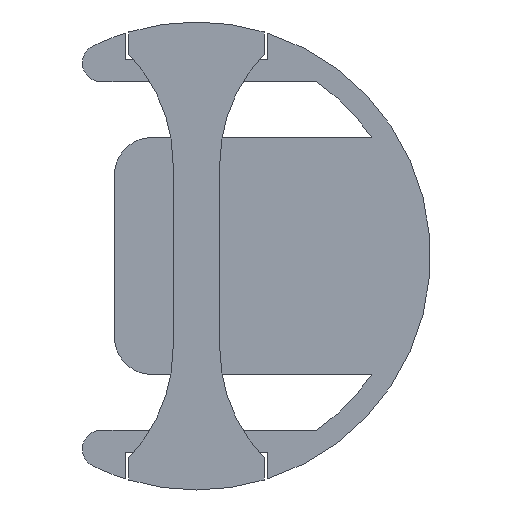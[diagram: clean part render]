
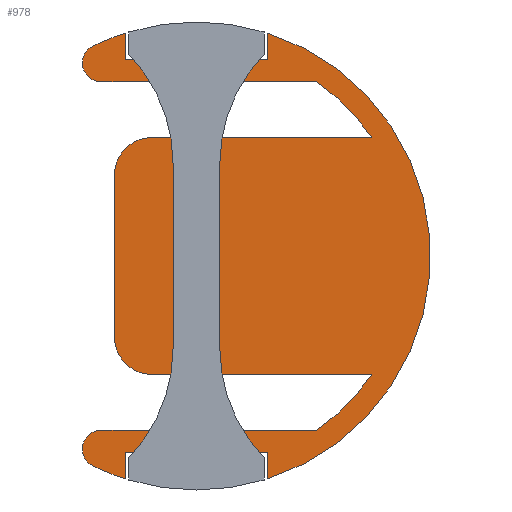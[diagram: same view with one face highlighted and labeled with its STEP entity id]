
A CAD part, left-side view. The second image highlights one B-rep face of the part: STEP entity #978.
In plain terms, the highlighted planar face has unit normal (-1, 0, 0).
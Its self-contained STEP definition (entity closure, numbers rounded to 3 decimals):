
#51=PLANE('',#1046);
#89=FACE_OUTER_BOUND('',#142,.T.);
#142=EDGE_LOOP('',(#745,#746,#747,#748,#749,#750,#751,#752,#753,#754,#755,
#756,#757,#758,#759,#760,#761,#762,#763,#764));
#229=LINE('',#1515,#338);
#230=LINE('',#1519,#339);
#231=LINE('',#1523,#340);
#232=LINE('',#1527,#341);
#233=LINE('',#1533,#342);
#234=LINE('',#1535,#343);
#235=LINE('',#1537,#344);
#236=LINE('',#1541,#345);
#237=LINE('',#1543,#346);
#238=LINE('',#1545,#347);
#239=LINE('',#1551,#348);
#338=VECTOR('',#1205,10.);
#339=VECTOR('',#1208,10.);
#340=VECTOR('',#1211,10.);
#341=VECTOR('',#1214,10.);
#342=VECTOR('',#1219,10.);
#343=VECTOR('',#1220,10.);
#344=VECTOR('',#1221,10.);
#345=VECTOR('',#1224,10.);
#346=VECTOR('',#1225,10.);
#347=VECTOR('',#1226,10.);
#348=VECTOR('',#1231,10.);
#415=CIRCLE('',#1047,2.);
#416=CIRCLE('',#1048,2.);
#417=CIRCLE('',#1049,11.35);
#418=CIRCLE('',#1050,1.);
#419=CIRCLE('',#1051,12.55);
#420=CIRCLE('',#1052,12.55);
#421=CIRCLE('',#1053,12.55);
#422=CIRCLE('',#1054,1.);
#423=CIRCLE('',#1055,11.35);
#480=VERTEX_POINT('',#1513);
#481=VERTEX_POINT('',#1514);
#482=VERTEX_POINT('',#1516);
#483=VERTEX_POINT('',#1518);
#484=VERTEX_POINT('',#1520);
#485=VERTEX_POINT('',#1522);
#486=VERTEX_POINT('',#1524);
#487=VERTEX_POINT('',#1526);
#488=VERTEX_POINT('',#1528);
#489=VERTEX_POINT('',#1530);
#490=VERTEX_POINT('',#1532);
#491=VERTEX_POINT('',#1534);
#492=VERTEX_POINT('',#1536);
#493=VERTEX_POINT('',#1538);
#494=VERTEX_POINT('',#1540);
#495=VERTEX_POINT('',#1542);
#496=VERTEX_POINT('',#1544);
#497=VERTEX_POINT('',#1546);
#498=VERTEX_POINT('',#1548);
#499=VERTEX_POINT('',#1550);
#582=EDGE_CURVE('',#480,#481,#229,.T.);
#583=EDGE_CURVE('',#481,#482,#415,.T.);
#584=EDGE_CURVE('',#482,#483,#230,.T.);
#585=EDGE_CURVE('',#483,#484,#416,.T.);
#586=EDGE_CURVE('',#484,#485,#231,.T.);
#587=EDGE_CURVE('',#485,#486,#417,.T.);
#588=EDGE_CURVE('',#486,#487,#232,.T.);
#589=EDGE_CURVE('',#487,#488,#418,.T.);
#590=EDGE_CURVE('',#488,#489,#419,.T.);
#591=EDGE_CURVE('',#489,#490,#233,.T.);
#592=EDGE_CURVE('',#490,#491,#234,.T.);
#593=EDGE_CURVE('',#491,#492,#235,.T.);
#594=EDGE_CURVE('',#492,#493,#420,.T.);
#595=EDGE_CURVE('',#493,#494,#236,.T.);
#596=EDGE_CURVE('',#494,#495,#237,.T.);
#597=EDGE_CURVE('',#495,#496,#238,.T.);
#598=EDGE_CURVE('',#496,#497,#421,.T.);
#599=EDGE_CURVE('',#497,#498,#422,.T.);
#600=EDGE_CURVE('',#498,#499,#239,.T.);
#601=EDGE_CURVE('',#499,#480,#423,.T.);
#745=ORIENTED_EDGE('',*,*,#582,.T.);
#746=ORIENTED_EDGE('',*,*,#583,.T.);
#747=ORIENTED_EDGE('',*,*,#584,.T.);
#748=ORIENTED_EDGE('',*,*,#585,.T.);
#749=ORIENTED_EDGE('',*,*,#586,.T.);
#750=ORIENTED_EDGE('',*,*,#587,.T.);
#751=ORIENTED_EDGE('',*,*,#588,.T.);
#752=ORIENTED_EDGE('',*,*,#589,.T.);
#753=ORIENTED_EDGE('',*,*,#590,.T.);
#754=ORIENTED_EDGE('',*,*,#591,.T.);
#755=ORIENTED_EDGE('',*,*,#592,.T.);
#756=ORIENTED_EDGE('',*,*,#593,.T.);
#757=ORIENTED_EDGE('',*,*,#594,.T.);
#758=ORIENTED_EDGE('',*,*,#595,.T.);
#759=ORIENTED_EDGE('',*,*,#596,.T.);
#760=ORIENTED_EDGE('',*,*,#597,.T.);
#761=ORIENTED_EDGE('',*,*,#598,.T.);
#762=ORIENTED_EDGE('',*,*,#599,.T.);
#763=ORIENTED_EDGE('',*,*,#600,.T.);
#764=ORIENTED_EDGE('',*,*,#601,.T.);
#978=ADVANCED_FACE('',(#89),#51,.T.);
#1046=AXIS2_PLACEMENT_3D('',#1512,#1203,#1204);
#1047=AXIS2_PLACEMENT_3D('',#1517,#1206,#1207);
#1048=AXIS2_PLACEMENT_3D('',#1521,#1209,#1210);
#1049=AXIS2_PLACEMENT_3D('',#1525,#1212,#1213);
#1050=AXIS2_PLACEMENT_3D('',#1529,#1215,#1216);
#1051=AXIS2_PLACEMENT_3D('',#1531,#1217,#1218);
#1052=AXIS2_PLACEMENT_3D('',#1539,#1222,#1223);
#1053=AXIS2_PLACEMENT_3D('',#1547,#1227,#1228);
#1054=AXIS2_PLACEMENT_3D('',#1549,#1229,#1230);
#1055=AXIS2_PLACEMENT_3D('',#1552,#1232,#1233);
#1203=DIRECTION('center_axis',(-1.,0.,0.));
#1204=DIRECTION('ref_axis',(0.,0.,1.));
#1205=DIRECTION('',(0.,1.,0.));
#1206=DIRECTION('center_axis',(-1.,0.,0.));
#1207=DIRECTION('ref_axis',(0.,0.,1.));
#1208=DIRECTION('',(0.,0.,-1.));
#1209=DIRECTION('center_axis',(-1.,0.,0.));
#1210=DIRECTION('ref_axis',(0.,1.,0.));
#1211=DIRECTION('',(0.,-1.,0.));
#1212=DIRECTION('center_axis',(1.,0.,0.));
#1213=DIRECTION('ref_axis',(0.,-0.567,-0.824));
#1214=DIRECTION('',(0.,1.,0.));
#1215=DIRECTION('center_axis',(-1.,0.,0.));
#1216=DIRECTION('ref_axis',(0.,0.,1.));
#1217=DIRECTION('center_axis',(-1.,0.,0.));
#1218=DIRECTION('ref_axis',(0.,0.443,-0.896));
#1219=DIRECTION('',(0.,0.,1.));
#1220=DIRECTION('',(0.,-1.,0.));
#1221=DIRECTION('',(0.,0.,-1.));
#1222=DIRECTION('center_axis',(-1.,0.,0.));
#1223=DIRECTION('ref_axis',(0.,-0.305,-0.952));
#1224=DIRECTION('',(0.,0.,-1.));
#1225=DIRECTION('',(0.,1.,0.));
#1226=DIRECTION('',(0.,0.,1.));
#1227=DIRECTION('center_axis',(-1.,0.,0.));
#1228=DIRECTION('ref_axis',(0.,0.305,0.952));
#1229=DIRECTION('center_axis',(-1.,0.,0.));
#1230=DIRECTION('ref_axis',(0.,0.443,0.896));
#1231=DIRECTION('',(0.,-1.,0.));
#1232=DIRECTION('center_axis',(1.,0.,0.));
#1233=DIRECTION('ref_axis',(0.,-0.829,0.56));
#1512=CARTESIAN_POINT('Origin',(-3.7,-3.215,0.));
#1513=CARTESIAN_POINT('',(-3.7,-9.405,6.353));
#1514=CARTESIAN_POINT('',(-3.7,2.395,6.353));
#1515=CARTESIAN_POINT('',(-3.7,-9.405,6.353));
#1516=CARTESIAN_POINT('',(-3.7,4.395,4.353));
#1517=CARTESIAN_POINT('Origin',(-3.7,2.395,4.353));
#1518=CARTESIAN_POINT('',(-3.7,4.395,-4.353));
#1519=CARTESIAN_POINT('',(-3.7,4.395,4.353));
#1520=CARTESIAN_POINT('',(-3.7,2.395,-6.353));
#1521=CARTESIAN_POINT('Origin',(-3.7,2.395,-4.353));
#1522=CARTESIAN_POINT('',(-3.7,-9.405,-6.353));
#1523=CARTESIAN_POINT('',(-3.7,2.395,-6.353));
#1524=CARTESIAN_POINT('',(-3.7,-6.43,-9.353));
#1525=CARTESIAN_POINT('Origin',(-3.7,0.,0.));
#1526=CARTESIAN_POINT('',(-3.7,5.121,-9.353));
#1527=CARTESIAN_POINT('',(-3.7,-6.43,-9.353));
#1528=CARTESIAN_POINT('',(-3.7,5.564,-11.249));
#1529=CARTESIAN_POINT('Origin',(-3.7,5.121,-10.353));
#1530=CARTESIAN_POINT('',(-3.7,3.825,-11.953));
#1531=CARTESIAN_POINT('Origin',(-3.7,0.,0.));
#1532=CARTESIAN_POINT('',(-3.7,3.825,-10.553));
#1533=CARTESIAN_POINT('',(-3.7,3.825,-11.953));
#1534=CARTESIAN_POINT('',(-3.7,-3.825,-10.553));
#1535=CARTESIAN_POINT('',(-3.7,3.825,-10.553));
#1536=CARTESIAN_POINT('',(-3.7,-3.825,-11.953));
#1537=CARTESIAN_POINT('',(-3.7,-3.825,-10.553));
#1538=CARTESIAN_POINT('',(-3.7,-3.825,11.953));
#1539=CARTESIAN_POINT('Origin',(-3.7,0.,0.));
#1540=CARTESIAN_POINT('',(-3.7,-3.825,10.553));
#1541=CARTESIAN_POINT('',(-3.7,-3.825,11.953));
#1542=CARTESIAN_POINT('',(-3.7,3.825,10.553));
#1543=CARTESIAN_POINT('',(-3.7,-3.825,10.553));
#1544=CARTESIAN_POINT('',(-3.7,3.825,11.953));
#1545=CARTESIAN_POINT('',(-3.7,3.825,10.553));
#1546=CARTESIAN_POINT('',(-3.7,5.564,11.249));
#1547=CARTESIAN_POINT('Origin',(-3.7,0.,0.));
#1548=CARTESIAN_POINT('',(-3.7,5.121,9.353));
#1549=CARTESIAN_POINT('Origin',(-3.7,5.121,10.353));
#1550=CARTESIAN_POINT('',(-3.7,-6.43,9.353));
#1551=CARTESIAN_POINT('',(-3.7,5.121,9.353));
#1552=CARTESIAN_POINT('Origin',(-3.7,0.,0.));
